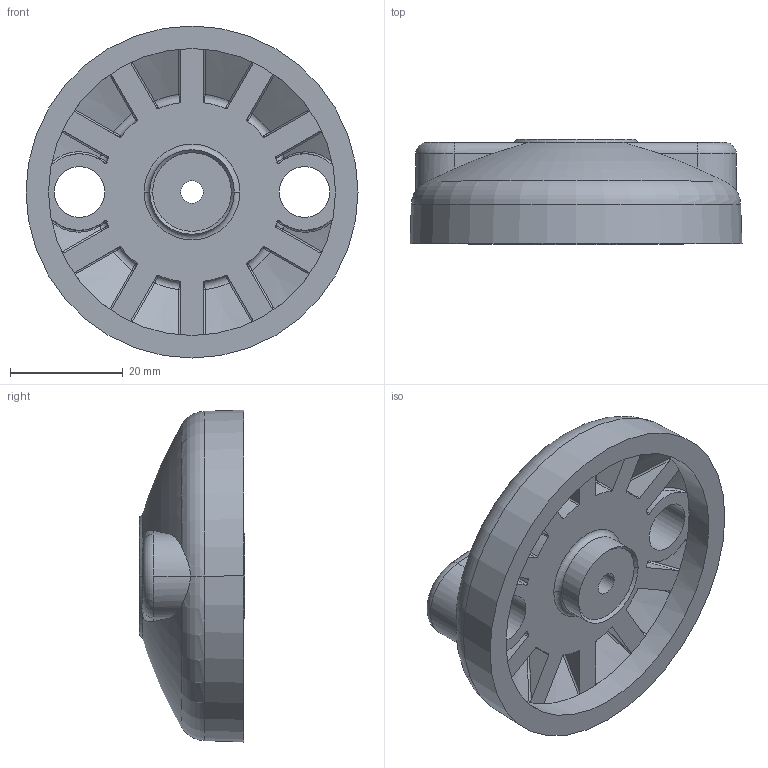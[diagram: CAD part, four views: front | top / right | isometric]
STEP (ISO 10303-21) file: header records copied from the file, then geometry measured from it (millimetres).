
FILE_DESCRIPTION (( 'STEP AP214' ), '1' );
FILE_NAME ('098d060zbs.STEP', '2014-08-22T09:10:25', ( '' ), ( '' ), 'SwSTEP 2.0', 'SolidWorks 2014', '' );
FILE_SCHEMA (( 'AUTOMOTIVE_DESIGN' ));
Length unit declared in the file: millimetre
Products named in the file (1): 098d060zbs
Bounding box: 59 x 18.8 x 59 mm (x, y, z)
Volume: 25134.6 mm3; surface area: 10529.8 mm2
Topology: 1 solids, 1 shells, 187 faces, 456 edges, 273 vertices
Faces by surface type: cylinder 63, bspline 48, plane 30, cone 22, torus 22, sphere 2
Entity records: 7417 total; most frequent: CARTESIAN_POINT 3293, ORIENTED_EDGE 912, DIRECTION 813, EDGE_CURVE 456, AXIS2_PLACEMENT_3D 353, VERTEX_POINT 273, CIRCLE 213, EDGE_LOOP 195
